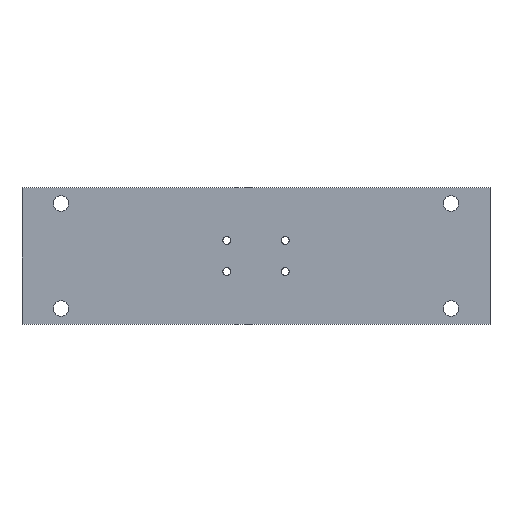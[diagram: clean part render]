
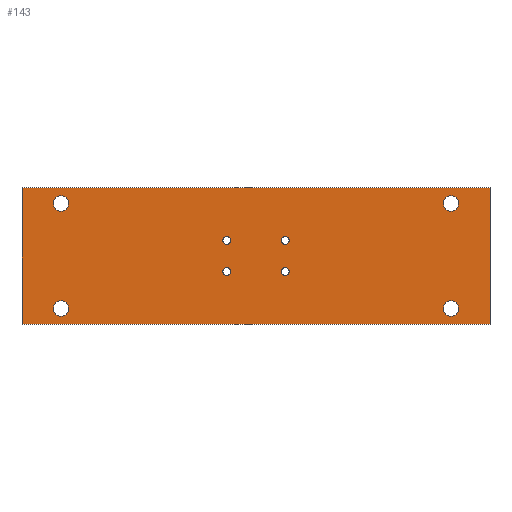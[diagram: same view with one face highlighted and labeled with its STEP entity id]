
A CAD part, top view. The second image highlights one B-rep face of the part: STEP entity #143.
In plain terms, the highlighted planar face has unit normal (0, 0, 1).
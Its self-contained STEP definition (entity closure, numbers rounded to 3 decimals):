
#16=CARTESIAN_POINT('',(120.0,-35.0,3.0));
#17=VERTEX_POINT('',#16);
#18=CARTESIAN_POINT('',(120.0,35.0,3.0));
#19=VERTEX_POINT('',#18);
#20=CARTESIAN_POINT('',(120.0,-35.0,3.0));
#21=DIRECTION('',(0.0,1.0,0.0));
#22=VECTOR('',#21,1.0);
#23=LINE('',#20,#22);
#24=EDGE_CURVE('no 5',#17,#19,#23,.T.);
#25=ORIENTED_EDGE('',*,*,#24,.T.);
#26=CARTESIAN_POINT('',(-120.0,35.0,3.0));
#27=VERTEX_POINT('',#26);
#28=CARTESIAN_POINT('',(-120.0,35.0,3.0));
#29=DIRECTION('',(-1.0,0.0,0.0));
#30=VECTOR('',#29,1.0);
#31=LINE('',#28,#30);
#32=EDGE_CURVE('no 9',#19,#27,#31,.T.);
#33=ORIENTED_EDGE('',*,*,#32,.T.);
#34=CARTESIAN_POINT('',(-120.0,-35.0,3.0));
#35=VERTEX_POINT('',#34);
#36=CARTESIAN_POINT('',(-120.0,-35.0,3.0));
#37=DIRECTION('',(0.0,-1.0,0.0));
#38=VECTOR('',#37,1.0);
#39=LINE('',#36,#38);
#40=EDGE_CURVE('no 13',#27,#35,#39,.T.);
#41=ORIENTED_EDGE('',*,*,#40,.T.);
#42=CARTESIAN_POINT('',(-120.0,-35.0,3.0));
#43=DIRECTION('',(1.0,0.0,0.0));
#44=VECTOR('',#43,1.0);
#45=LINE('',#42,#44);
#46=EDGE_CURVE('no 17',#35,#17,#45,.T.);
#47=ORIENTED_EDGE('',*,*,#46,.T.);
#48=EDGE_LOOP('',(#25,#33,#41,#47));
#49=FACE_OUTER_BOUND('',#48,.T.);
#50=CARTESIAN_POINT('',(-96.0,27.0,3.0));
#51=VERTEX_POINT('',#50);
#52=CARTESIAN_POINT('',(-100.0,27.0,3.0));
#53=DIRECTION('',(0.0,0.0,1.0));
#54=DIRECTION('',(1.0,0.0,-0.0));
#55=AXIS2_PLACEMENT_3D('',#52,#53,#54);
#56=CIRCLE('',#55,4.0);
#57=EDGE_CURVE('no 128',#51,#51,#56,.T.);
#58=ORIENTED_EDGE('',*,*,#57,.F.);
#59=EDGE_LOOP('',(#58));
#60=FACE_BOUND('',#59,.T.);
#61=CARTESIAN_POINT('',(96.0,27.0,3.0));
#62=VERTEX_POINT('',#61);
#63=CARTESIAN_POINT('',(100.0,27.0,3.0));
#64=DIRECTION('',(0.0,0.0,1.0));
#65=DIRECTION('',(-1.0,0.0,0.0));
#66=AXIS2_PLACEMENT_3D('',#63,#64,#65);
#67=CIRCLE('',#66,4.0);
#68=EDGE_CURVE('no 166',#62,#62,#67,.T.);
#69=ORIENTED_EDGE('',*,*,#68,.F.);
#70=EDGE_LOOP('',(#69));
#71=FACE_BOUND('',#70,.T.);
#72=CARTESIAN_POINT('',(104.0,-27.0,3.0));
#73=VERTEX_POINT('',#72);
#74=CARTESIAN_POINT('',(100.0,-27.0,3.0));
#75=DIRECTION('',(0.0,0.0,1.0));
#76=DIRECTION('',(1.0,0.0,-0.0));
#77=AXIS2_PLACEMENT_3D('',#74,#75,#76);
#78=CIRCLE('',#77,4.0);
#79=EDGE_CURVE('no 204',#73,#73,#78,.T.);
#80=ORIENTED_EDGE('',*,*,#79,.F.);
#81=EDGE_LOOP('',(#80));
#82=FACE_BOUND('',#81,.T.);
#83=CARTESIAN_POINT('',(-104.0,-27.0,3.0));
#84=VERTEX_POINT('',#83);
#85=CARTESIAN_POINT('',(-100.0,-27.0,3.0));
#86=DIRECTION('',(0.0,0.0,1.0));
#87=DIRECTION('',(-1.0,0.0,0.0));
#88=AXIS2_PLACEMENT_3D('',#85,#86,#87);
#89=CIRCLE('',#88,4.0);
#90=EDGE_CURVE('no 242',#84,#84,#89,.T.);
#91=ORIENTED_EDGE('',*,*,#90,.F.);
#92=EDGE_LOOP('',(#91));
#93=FACE_BOUND('',#92,.T.);
#94=CARTESIAN_POINT('',(-13.0,8.0,3.0));
#95=VERTEX_POINT('',#94);
#96=CARTESIAN_POINT('',(-15.0,8.0,3.0));
#97=DIRECTION('',(0.0,0.0,1.0));
#98=DIRECTION('',(1.0,0.0,-0.0));
#99=AXIS2_PLACEMENT_3D('',#96,#97,#98);
#100=CIRCLE('',#99,2.0);
#101=EDGE_CURVE('no 280',#95,#95,#100,.T.);
#102=ORIENTED_EDGE('',*,*,#101,.F.);
#103=EDGE_LOOP('',(#102));
#104=FACE_BOUND('',#103,.T.);
#105=CARTESIAN_POINT('',(13.0,8.0,3.0));
#106=VERTEX_POINT('',#105);
#107=CARTESIAN_POINT('',(15.0,8.0,3.0));
#108=DIRECTION('',(0.0,0.0,1.0));
#109=DIRECTION('',(-1.0,0.0,0.0));
#110=AXIS2_PLACEMENT_3D('',#107,#108,#109);
#111=CIRCLE('',#110,2.0);
#112=EDGE_CURVE('no 318',#106,#106,#111,.T.);
#113=ORIENTED_EDGE('',*,*,#112,.F.);
#114=EDGE_LOOP('',(#113));
#115=FACE_BOUND('',#114,.T.);
#116=CARTESIAN_POINT('',(17.0,-8.0,3.0));
#117=VERTEX_POINT('',#116);
#118=CARTESIAN_POINT('',(15.0,-8.0,3.0));
#119=DIRECTION('',(0.0,0.0,1.0));
#120=DIRECTION('',(1.0,0.0,-0.0));
#121=AXIS2_PLACEMENT_3D('',#118,#119,#120);
#122=CIRCLE('',#121,2.0);
#123=EDGE_CURVE('no 356',#117,#117,#122,.T.);
#124=ORIENTED_EDGE('',*,*,#123,.F.);
#125=EDGE_LOOP('',(#124));
#126=FACE_BOUND('',#125,.T.);
#127=CARTESIAN_POINT('',(-17.0,-8.0,3.0));
#128=VERTEX_POINT('',#127);
#129=CARTESIAN_POINT('',(-15.0,-8.0,3.0));
#130=DIRECTION('',(0.0,0.0,1.0));
#131=DIRECTION('',(-1.0,0.0,0.0));
#132=AXIS2_PLACEMENT_3D('',#129,#130,#131);
#133=CIRCLE('',#132,2.0);
#134=EDGE_CURVE('no 394',#128,#128,#133,.T.);
#135=ORIENTED_EDGE('',*,*,#134,.F.);
#136=EDGE_LOOP('',(#135));
#137=FACE_BOUND('',#136,.T.);
#138=CARTESIAN_POINT('',(0.0,0.0,3.0));
#139=DIRECTION('',(0.0,0.0,-1.0));
#140=DIRECTION('',(-1.0,0.0,-0.0));
#141=AXIS2_PLACEMENT_3D('',#138,#139,#140);
#142=PLANE('',#141);
#143=ADVANCED_FACE('no 388',(#49,#60,#71,#82,#93,#104,#115,#126,#137),#142,.F.);
